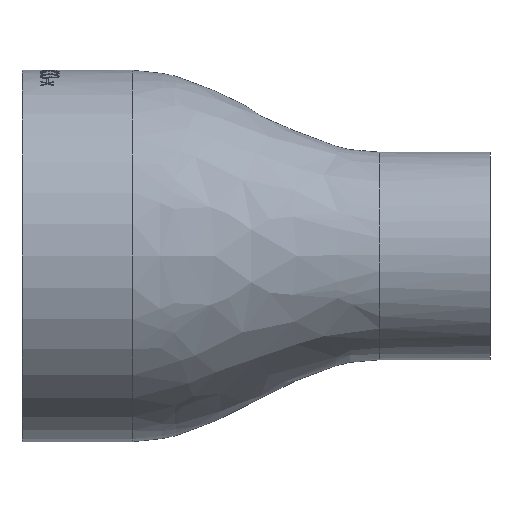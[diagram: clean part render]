
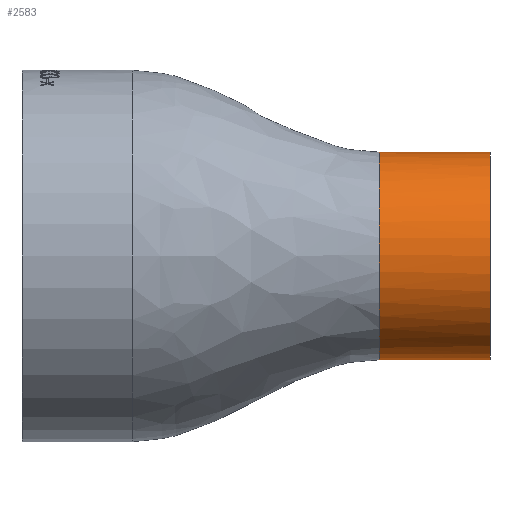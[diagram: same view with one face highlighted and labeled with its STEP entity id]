
A CAD part, front view. The second image highlights one B-rep face of the part: STEP entity #2583.
In plain terms, the highlighted cylindrical face has radius 16.85 mm (diameter 33.7 mm), a full revolution.
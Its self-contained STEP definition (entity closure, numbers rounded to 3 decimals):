
#392 = EDGE_LOOP ( 'NONE', ( #5118 ) ) ;
#533 = DIRECTION ( 'NONE',  ( 0., 0., 1. ) ) ;
#623 = CARTESIAN_POINT ( 'NONE',  ( 58., -22.6, 16.85 ) ) ;
#1587 = CARTESIAN_POINT ( 'NONE',  ( 58., 3.55, 0. ) ) ;
#2085 = CARTESIAN_POINT ( 'NONE',  ( 50.827, -13.3, 0. ) ) ;
#2561 = EDGE_CURVE ( 'NONE', #12683, #12683, #13564, .T. ) ;
#2583 = ADVANCED_FACE ( 'NONE', ( #3358, #9527 ), #13944, .T. ) ;
#2849 = ORIENTED_EDGE ( 'NONE', *, *, #2561, .F. ) ;
#3358 = FACE_OUTER_BOUND ( 'NONE', #392, .T. ) ;
#3454 = CARTESIAN_POINT ( 'NONE',  ( 58., 3.077, 4.054 ) ) ;
#3918 = CARTESIAN_POINT ( 'NONE',  ( 76., -13.3, 0. ) ) ;
#4221 = EDGE_CURVE ( 'NONE', #16975, #16975, #4749, .T. ) ;
#4623 = CARTESIAN_POINT ( 'NONE',  ( 58., -5.86, -16.85 ) ) ;
#4749 = CIRCLE ( 'NONE', #15699, 16.85 ) ;
#5118 = ORIENTED_EDGE ( 'NONE', *, *, #4221, .T. ) ;
#6100 = CARTESIAN_POINT ( 'NONE',  ( 58., 3.347, -2.737 ) ) ;
#7560 = CARTESIAN_POINT ( 'NONE',  ( 58., 3.55, -0.465 ) ) ;
#7871 = CARTESIAN_POINT ( 'NONE',  ( 58., 3.55, 0. ) ) ;
#9423 = CARTESIAN_POINT ( 'NONE',  ( 58., 3.512, 1.386 ) ) ;
#9527 = FACE_OUTER_BOUND ( 'NONE', #11536, .T. ) ;
#9614 = CARTESIAN_POINT ( 'NONE',  ( 58., -30.15, -9.3 ) ) ;
#10904 = CARTESIAN_POINT ( 'NONE',  ( 58., 3.55, 0.465 ) ) ;
#11111 = CARTESIAN_POINT ( 'NONE',  ( 58., -30.15, 9.3 ) ) ;
#11370 = DIRECTION ( 'NONE',  ( -1., 0., 0. ) ) ;
#11536 = EDGE_LOOP ( 'NONE', ( #2849 ) ) ;
#12069 = CARTESIAN_POINT ( 'NONE',  ( 58., 3.077, -4.054 ) ) ;
#12683 = VERTEX_POINT ( 'NONE', #7871 ) ;
#13537 = CARTESIAN_POINT ( 'NONE',  ( 58., 3.512, -1.386 ) ) ;
#13564 = B_SPLINE_CURVE_WITH_KNOTS ( 'NONE', 3,
 ( #1587, #7560, #13537, #6100, #12069, #18035, #4623, #18231, #9614, #11111, #623, #18540, #15306, #3454, #18439, #9423, #10904, #15503 ),
 .UNSPECIFIED., .T., .F.,
 ( 4, 1, 1, 1, 1, 2, 2, 2, 1, 1, 1, 1, 4 ),
 ( 0., 0.012, 0.025, 0.038, 0.05, 0.25, 0.5, 0.75, 0.95, 0.963, 0.975, 0.988, 1. ),
 .UNSPECIFIED. ) ;
#13944 = CYLINDRICAL_SURFACE ( 'NONE', #16922, 16.85 ) ;
#14055 = CARTESIAN_POINT ( 'NONE',  ( 76., -13.3, 16.85 ) ) ;
#15306 = CARTESIAN_POINT ( 'NONE',  ( 58., 0.855, 11.716 ) ) ;
#15503 = CARTESIAN_POINT ( 'NONE',  ( 58., 3.55, 0. ) ) ;
#15699 = AXIS2_PLACEMENT_3D ( 'NONE', #3918, #11370, #18905 ) ;
#16922 = AXIS2_PLACEMENT_3D ( 'NONE', #2085, #18342, #533 ) ;
#16975 = VERTEX_POINT ( 'NONE', #14055 ) ;
#18035 = CARTESIAN_POINT ( 'NONE',  ( 58., 0.855, -11.716 ) ) ;
#18231 = CARTESIAN_POINT ( 'NONE',  ( 58., -22.6, -16.85 ) ) ;
#18342 = DIRECTION ( 'NONE',  ( -1., 0., 0. ) ) ;
#18439 = CARTESIAN_POINT ( 'NONE',  ( 58., 3.347, 2.737 ) ) ;
#18540 = CARTESIAN_POINT ( 'NONE',  ( 58., -5.86, 16.85 ) ) ;
#18905 = DIRECTION ( 'NONE',  ( 0., 0., 1. ) ) ;
